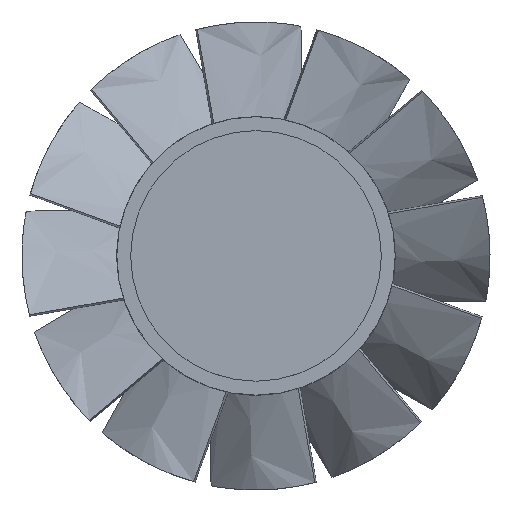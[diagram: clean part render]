
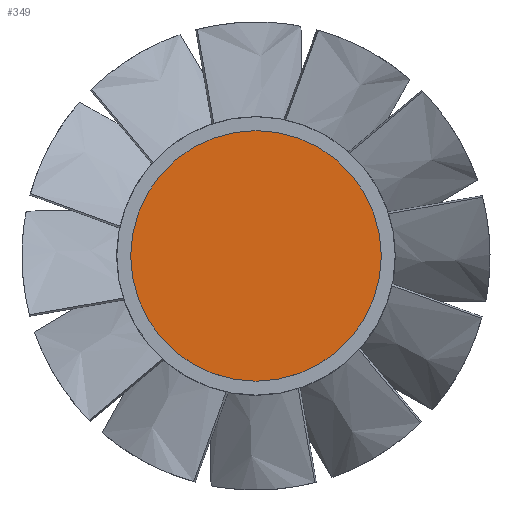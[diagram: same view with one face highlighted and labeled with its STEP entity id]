
A CAD part, top view. The second image highlights one B-rep face of the part: STEP entity #349.
In plain terms, the highlighted planar face has unit normal (0, 0, 1).
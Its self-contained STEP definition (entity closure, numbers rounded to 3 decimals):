
#349=ADVANCED_FACE('',(#438),#364,.T.);
#364=PLANE('',#1301);
#438=FACE_OUTER_BOUND('',#532,.T.);
#532=EDGE_LOOP('',(#898));
#898=ORIENTED_EDGE('',*,*,#1213,.T.);
#1028=VERTEX_POINT('',#3464);
#1213=EDGE_CURVE('',#1028,#1028,#1242,.T.);
#1242=CIRCLE('',#1299,9.9);
#1299=AXIS2_PLACEMENT_3D('',#3463,#1415,#1416);
#1301=AXIS2_PLACEMENT_3D('',#3466,#1419,#1420);
#1415=DIRECTION('',(0.,0.,1.));
#1416=DIRECTION('',(1.,0.,0.));
#1419=DIRECTION('',(0.,0.,1.));
#1420=DIRECTION('',(1.,0.,0.));
#3463=CARTESIAN_POINT('',(0.,0.,10.));
#3464=CARTESIAN_POINT('',(9.9,0.,10.));
#3466=CARTESIAN_POINT('',(0.,0.,10.));
